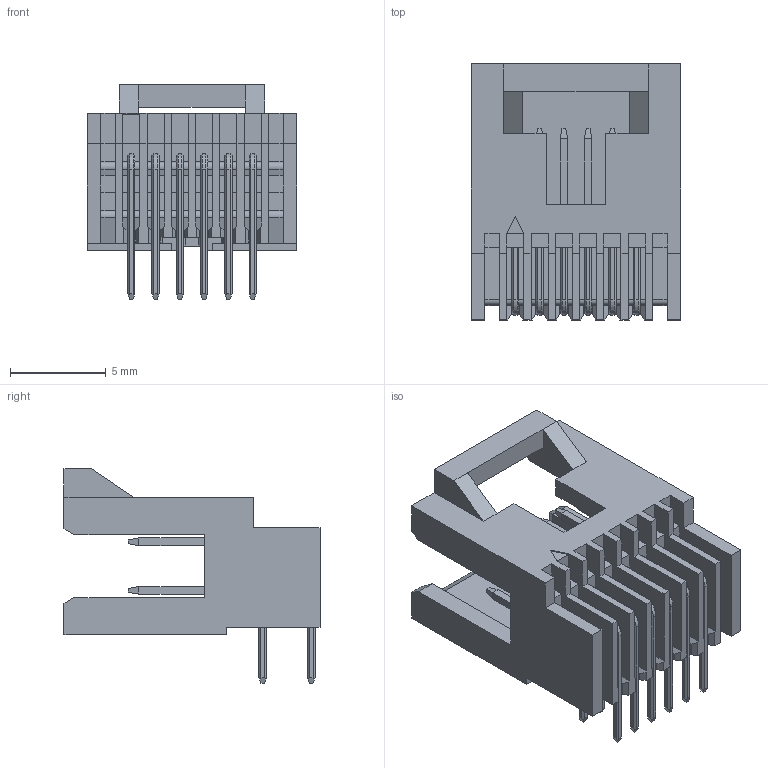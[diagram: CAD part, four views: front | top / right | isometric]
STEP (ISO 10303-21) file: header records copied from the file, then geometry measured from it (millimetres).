
FILE_DESCRIPTION( ('This file contains a STEP AP42 implementation' ,'as created by ZW3D STEP Interface translator.') ,'2;1' );
FILE_NAME( 'WF1271-2WRH06BT1.stp' ,'24 1 2.17 612', (''), ('ZWCAD Software Co.'), 'Version 1.0', 'ZW3D to STEP translator', '' );
FILE_SCHEMA(('AUTOMOTIVE_DESIGN { 1 0 10303 214 1 1 1 1 }'));
Length unit declared in the file: millimetre
Products named in the file (2): 0; WF1271-2WRH06BT1
Bounding box: 10.95 x 13.4 x 11.24 mm (x, y, z)
Volume: 474.5 mm3; surface area: 1224.4 mm2
Topology: 1 solids, 1 shells, 662 faces, 1751 edges, 1113 vertices
Faces by surface type: plane 574, cone 48, cylinder 40
Entity records: 20655 total; most frequent: CARTESIAN_POINT 3527, ORIENTED_EDGE 3502, DIRECTION 3205, EDGE_CURVE 1751, VECTOR 1623, LINE 1623, VERTEX_POINT 1113, AXIS2_PLACEMENT_3D 791
